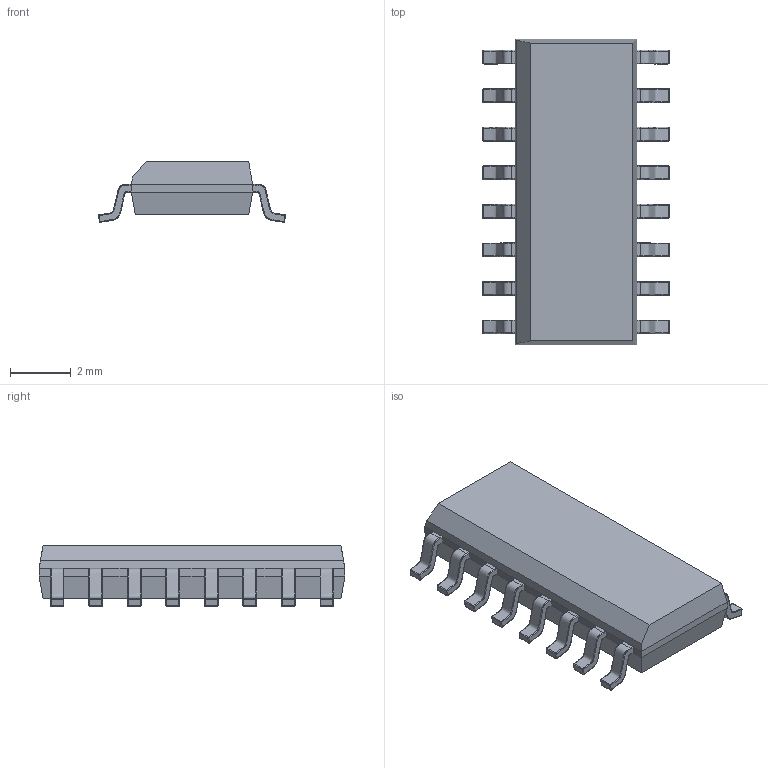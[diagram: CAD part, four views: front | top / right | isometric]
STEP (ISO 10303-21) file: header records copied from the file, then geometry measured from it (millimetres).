
FILE_DESCRIPTION(('FreeCAD Model'),'2;1');
FILE_NAME('Fusion.step', '2017-02-08T10:21:42',('kicad StepUp'),('ksu MCAD'), 'Open CASCADE STEP processor 6.8','FreeCAD','Unknown');
FILE_SCHEMA(('AUTOMOTIVE_DESIGN_CC2 { 1 2 10303 214 -1 1 5 4 }'));
Length unit declared in the file: millimetre
Products named in the file (1): Fusion
Bounding box: 6.16 x 10.08 x 2 mm (x, y, z)
Volume: 69.8 mm3; surface area: 157.7 mm2
Topology: 1 solids, 1 shells, 495 faces, 1087 edges, 594 vertices
Faces by surface type: bspline 432, plane 63
Entity records: 30940 total; most frequent: CARTESIAN_POINT 20953, ORIENTED_EDGE 2174, EDGE_CURVE 1087, B_SPLINE_CURVE_WITH_KNOTS 702, VERTEX_POINT 594, ADVANCED_FACE 495, FACE_BOUND 495, EDGE_LOOP 495
